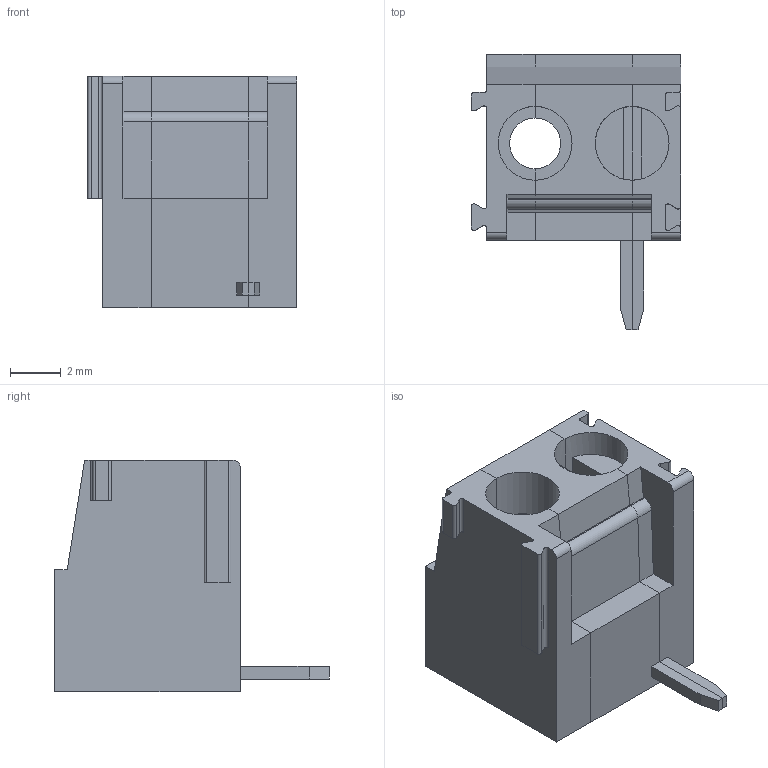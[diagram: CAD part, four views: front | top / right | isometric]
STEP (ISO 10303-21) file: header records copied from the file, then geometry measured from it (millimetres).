
FILE_DESCRIPTION( ( 'Unknown' ), '1' );
FILE_NAME( '691214400001.stp', 'Unknown', ( 'Unknown' ), ( 'Unknown' ), 'PSStep 18.0.17', 'Unknown', ' ' );
FILE_SCHEMA( ( 'AUTOMOTIVE_DESIGN { 1 0 10303 214 1 1 1 1 }' ) );
Length unit declared in the file: millimetre
Products named in the file (4): Assem1; 6912144000xx_DX1; 6912144000xx_CNT3; 6912144000xx_SX
Assembly tree (3 placements, depth 2):
  Assem1
    6912144000xx_DX1
    6912144000xx_CNT3
    6912144000xx_SX
Bounding box: 8.22 x 10.8 x 9.1 mm (x, y, z)
Volume: 311.8 mm3; surface area: 698.4 mm2
Topology: 3 solids, 3 shells, 165 faces, 469 edges, 310 vertices
Faces by surface type: plane 138, cylinder 27
Entity records: 6687 total; most frequent: CARTESIAN_POINT 948, ORIENTED_EDGE 938, DIRECTION 865, EDGE_CURVE 469, LINE 411, VECTOR 411, VERTEX_POINT 310, AXIS2_PLACEMENT_3D 227
